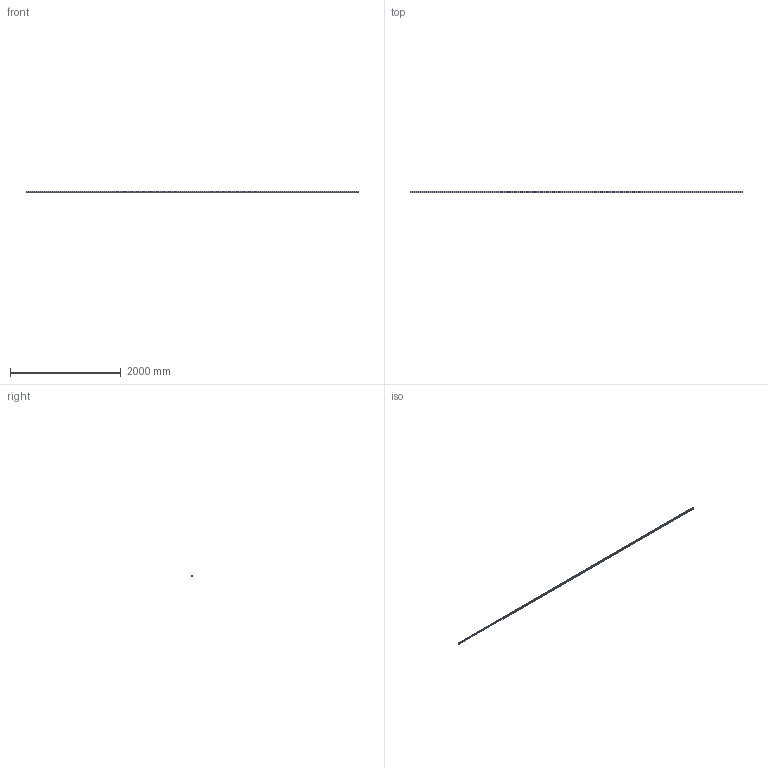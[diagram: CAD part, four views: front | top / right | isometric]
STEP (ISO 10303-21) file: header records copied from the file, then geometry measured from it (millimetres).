
FILE_DESCRIPTION (( 'STEP AP214' ), '1' );
FILE_NAME ('201009_Profil 30x30 R.STEP', '2019-01-21T08:02:52', ( '' ), ( '' ), 'SwSTEP 2.0', 'SolidWorks 2017', '' );
FILE_SCHEMA (( 'AUTOMOTIVE_DESIGN' ));
Length unit declared in the file: millimetre
Products named in the file (1): 201009_Profil 30x30 R
Bounding box: 6000 x 30 x 30 mm (x, y, z)
Volume: 2118308.5 mm3; surface area: 1808106.7 mm2
Topology: 1 solids, 1 shells, 67 faces, 195 edges, 130 vertices
Faces by surface type: plane 48, cylinder 19
Entity records: 2257 total; most frequent: CARTESIAN_POINT 393, ORIENTED_EDGE 390, DIRECTION 369, EDGE_CURVE 195, LINE 157, VECTOR 157, VERTEX_POINT 130, AXIS2_PLACEMENT_3D 106
